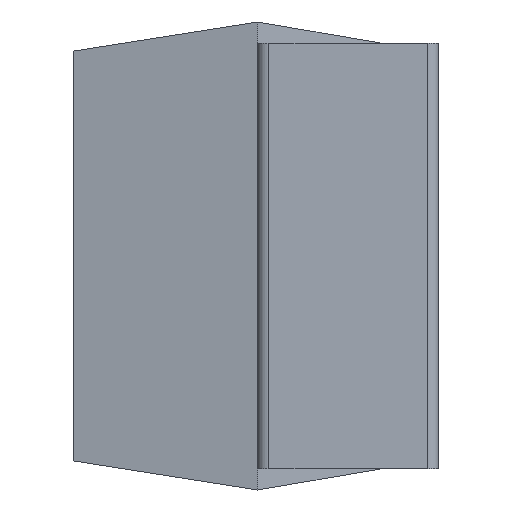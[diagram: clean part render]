
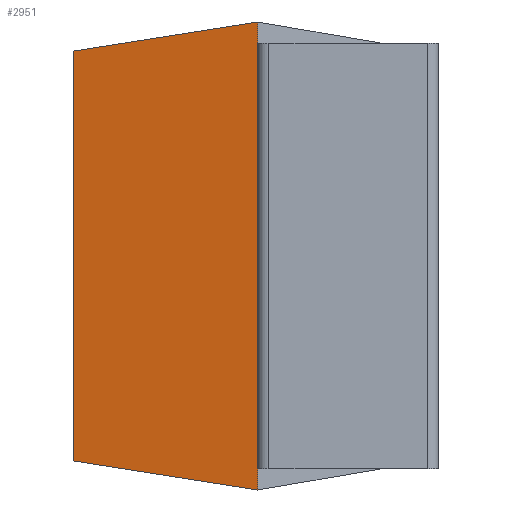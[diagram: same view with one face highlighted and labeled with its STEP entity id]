
A CAD part, left-side view. The second image highlights one B-rep face of the part: STEP entity #2951.
In plain terms, the highlighted planar face has unit normal (-0.988, 0.156, 0).
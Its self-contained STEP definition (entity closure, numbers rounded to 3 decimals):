
#37 = DIRECTION ( 'NONE',  ( -0.156, -0.988, 0. ) ) ;
#43 = CARTESIAN_POINT ( 'NONE',  ( 0., 1.52, 0. ) ) ;
#229 = EDGE_CURVE ( 'NONE', #2263, #1535, #1442, .T. ) ;
#316 = VECTOR ( 'NONE', #3542, 1000. ) ;
#591 = EDGE_LOOP ( 'NONE', ( #2801, #1111, #2158, #2216 ) ) ;
#1111 = ORIENTED_EDGE ( 'NONE', *, *, #2149, .F. ) ;
#1195 = VECTOR ( 'NONE', #3391, 1000. ) ;
#1391 = AXIS2_PLACEMENT_3D ( 'NONE', #2131, #2410, #37 ) ;
#1442 = LINE ( 'NONE', #3829, #316 ) ;
#1535 = VERTEX_POINT ( 'NONE', #43 ) ;
#1588 = CARTESIAN_POINT ( 'NONE',  ( -0.229, 0.072, -4.419 ) ) ;
#1690 = CARTESIAN_POINT ( 'NONE',  ( 0., 1.52, -4.19 ) ) ;
#2131 = CARTESIAN_POINT ( 'NONE',  ( -0.234, 0.037, -4.19 ) ) ;
#2140 = CARTESIAN_POINT ( 'NONE',  ( -0.129, 0.703, 0.129 ) ) ;
#2149 = EDGE_CURVE ( 'NONE', #3451, #2288, #2452, .T. ) ;
#2158 = ORIENTED_EDGE ( 'NONE', *, *, #3155, .T. ) ;
#2216 = ORIENTED_EDGE ( 'NONE', *, *, #229, .T. ) ;
#2263 = VERTEX_POINT ( 'NONE', #1690 ) ;
#2288 = VERTEX_POINT ( 'NONE', #2570 ) ;
#2410 = DIRECTION ( 'NONE',  ( -0.988, 0.156, 0. ) ) ;
#2452 = LINE ( 'NONE', #3704, #1195 ) ;
#2507 = LINE ( 'NONE', #1588, #3035 ) ;
#2570 = CARTESIAN_POINT ( 'NONE',  ( 0.261, 3.17, -0.261 ) ) ;
#2801 = ORIENTED_EDGE ( 'NONE', *, *, #2972, .F. ) ;
#2810 = DIRECTION ( 'NONE',  ( -0.154, -0.976, -0.154 ) ) ;
#2882 = FACE_OUTER_BOUND ( 'NONE', #591, .T. ) ;
#2951 = ADVANCED_FACE ( 'NONE', ( #2882 ), #3597, .T. ) ;
#2972 = EDGE_CURVE ( 'NONE', #2288, #1535, #3764, .T. ) ;
#3035 = VECTOR ( 'NONE', #2810, 1000. ) ;
#3155 = EDGE_CURVE ( 'NONE', #3451, #2263, #2507, .T. ) ;
#3177 = VECTOR ( 'NONE', #3371, 1000. ) ;
#3371 = DIRECTION ( 'NONE',  ( -0.154, -0.976, 0.154 ) ) ;
#3391 = DIRECTION ( 'NONE',  ( 0., 0., 1. ) ) ;
#3451 = VERTEX_POINT ( 'NONE', #3512 ) ;
#3512 = CARTESIAN_POINT ( 'NONE',  ( 0.261, 3.17, -3.929 ) ) ;
#3542 = DIRECTION ( 'NONE',  ( 0., 0., 1. ) ) ;
#3597 = PLANE ( 'NONE',  #1391 ) ;
#3704 = CARTESIAN_POINT ( 'NONE',  ( 0.261, 3.17, -4.19 ) ) ;
#3764 = LINE ( 'NONE', #2140, #3177 ) ;
#3829 = CARTESIAN_POINT ( 'NONE',  ( 0., 1.52, -4.19 ) ) ;
